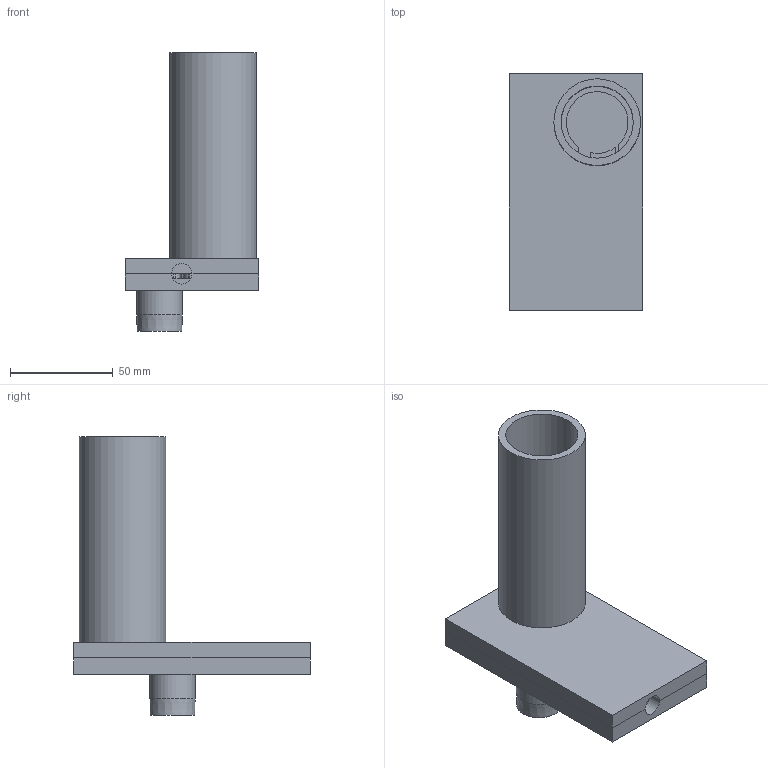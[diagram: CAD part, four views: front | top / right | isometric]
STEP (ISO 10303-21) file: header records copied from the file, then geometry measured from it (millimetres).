
FILE_DESCRIPTION(/* description */ (''),/* implementation_level */ '2;1');
FILE_NAME(/* name */ 'Harry_Diamond_PEEP v2.step',/* time_stamp */ '2020-03-30T17:51:26-07:00',/* author */ (''),/* organization */ (''),/* preprocessor_version */ 'ST-DEVELOPER v18',/* originating_system */ 'Autodesk Translation Framework v8.12.0.6',/* authorisation */ '');
FILE_SCHEMA (('AUTOMOTIVE_DESIGN { 1 0 10303 214 3 1 1 }'));
Length unit declared in the file: millimetre
Products named in the file (1): Harry_Diamond_PEEP
Bounding box: 65 x 115 x 135.67 mm (x, y, z)
Volume: 152849.4 mm3; surface area: 65321.6 mm2
Topology: 4 solids, 4 shells, 65 faces, 180 edges, 120 vertices
Faces by surface type: plane 42, cylinder 22, cone 1
Full cylindrical faces by diameter (mm): 2.65 x2, 15 x1, 22.25 x2, 35.052 x1, 42.164 x2
Entity records: 2157 total; most frequent: DIRECTION 374, CARTESIAN_POINT 366, ORIENTED_EDGE 360, EDGE_CURVE 180, AXIS2_PLACEMENT_3D 128, VERTEX_POINT 120, LINE 118, VECTOR 118
